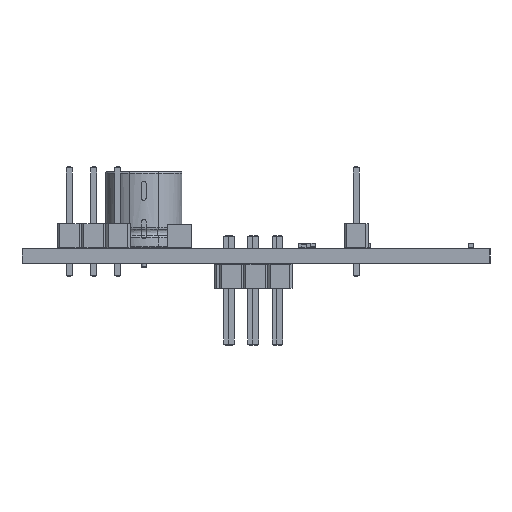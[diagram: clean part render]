
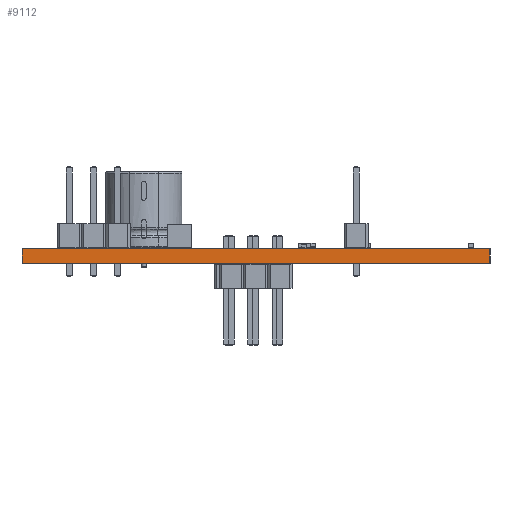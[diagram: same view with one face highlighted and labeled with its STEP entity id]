
A CAD part, left-side view. The second image highlights one B-rep face of the part: STEP entity #9112.
In plain terms, the highlighted planar face has unit normal (-1, 0, 0).
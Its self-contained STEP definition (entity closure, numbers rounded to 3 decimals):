
#9056 = VERTEX_POINT('',#9057);
#9057 = CARTESIAN_POINT('',(112.,-125.,1.51));
#9063 = EDGE_CURVE('',#9064,#9056,#9066,.T.);
#9064 = VERTEX_POINT('',#9065);
#9065 = CARTESIAN_POINT('',(112.,-125.,0.));
#9066 = LINE('',#9067,#9068);
#9067 = CARTESIAN_POINT('',(112.,-125.,0.));
#9068 = VECTOR('',#9069,1.);
#9069 = DIRECTION('',(0.,0.,1.));
#9112 = ADVANCED_FACE('',(#9113),#9138,.T.);
#9113 = FACE_BOUND('',#9114,.T.);
#9114 = EDGE_LOOP('',(#9115,#9116,#9124,#9132));
#9115 = ORIENTED_EDGE('',*,*,#9063,.T.);
#9116 = ORIENTED_EDGE('',*,*,#9117,.T.);
#9117 = EDGE_CURVE('',#9056,#9118,#9120,.T.);
#9118 = VERTEX_POINT('',#9119);
#9119 = CARTESIAN_POINT('',(112.,-76.,1.51));
#9120 = LINE('',#9121,#9122);
#9121 = CARTESIAN_POINT('',(112.,-125.,1.51));
#9122 = VECTOR('',#9123,1.);
#9123 = DIRECTION('',(0.,1.,0.));
#9124 = ORIENTED_EDGE('',*,*,#9125,.F.);
#9125 = EDGE_CURVE('',#9126,#9118,#9128,.T.);
#9126 = VERTEX_POINT('',#9127);
#9127 = CARTESIAN_POINT('',(112.,-76.,0.));
#9128 = LINE('',#9129,#9130);
#9129 = CARTESIAN_POINT('',(112.,-76.,0.));
#9130 = VECTOR('',#9131,1.);
#9131 = DIRECTION('',(0.,0.,1.));
#9132 = ORIENTED_EDGE('',*,*,#9133,.F.);
#9133 = EDGE_CURVE('',#9064,#9126,#9134,.T.);
#9134 = LINE('',#9135,#9136);
#9135 = CARTESIAN_POINT('',(112.,-125.,0.));
#9136 = VECTOR('',#9137,1.);
#9137 = DIRECTION('',(0.,1.,0.));
#9138 = PLANE('',#9139);
#9139 = AXIS2_PLACEMENT_3D('',#9140,#9141,#9142);
#9140 = CARTESIAN_POINT('',(112.,-125.,0.));
#9141 = DIRECTION('',(-1.,0.,0.));
#9142 = DIRECTION('',(0.,1.,0.));
